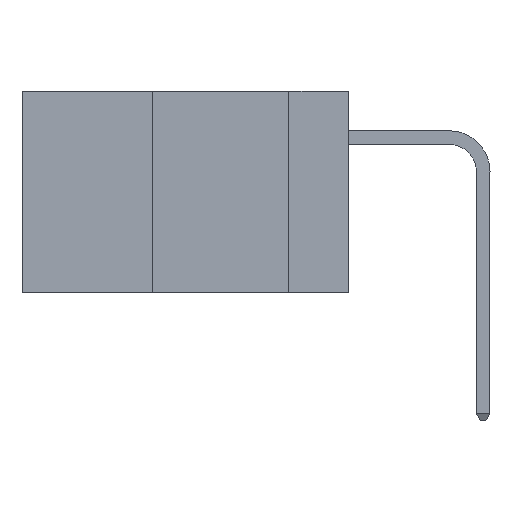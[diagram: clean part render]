
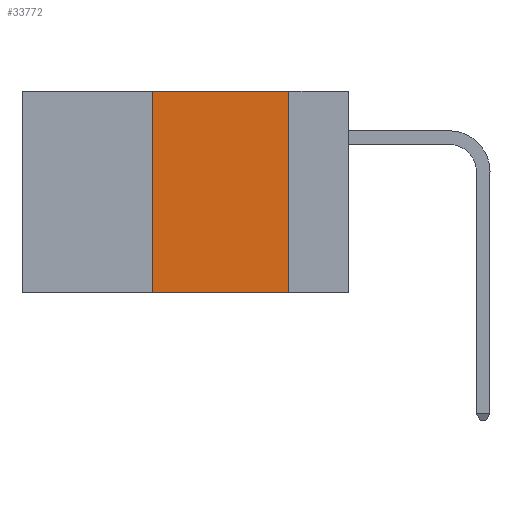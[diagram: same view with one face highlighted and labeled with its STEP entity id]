
A CAD part, left-side view. The second image highlights one B-rep face of the part: STEP entity #33772.
In plain terms, the highlighted planar face has unit normal (-1, 0, 0).
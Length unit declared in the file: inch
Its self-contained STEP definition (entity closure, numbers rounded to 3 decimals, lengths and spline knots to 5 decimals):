
#1706 = CARTESIAN_POINT ( 'NONE',  ( 0., 0.11, 0. ) ) ;
#3866 = VECTOR ( 'NONE', #36505, 39.37008 ) ;
#3979 = LINE ( 'NONE', #34683, #11417 ) ;
#5694 = CARTESIAN_POINT ( 'NONE',  ( 0., 0.36, 0. ) ) ;
#6330 = CARTESIAN_POINT ( 'NONE',  ( 0., 0.11, -0.37 ) ) ;
#6461 = VECTOR ( 'NONE', #25131, 39.37008 ) ;
#6764 = VERTEX_POINT ( 'NONE', #5694 ) ;
#6890 = VERTEX_POINT ( 'NONE', #6330 ) ;
#10902 = PLANE ( 'NONE',  #15528 ) ;
#11417 = VECTOR ( 'NONE', #29041, 39.37008 ) ;
#12331 = ORIENTED_EDGE ( 'NONE', *, *, #18318, .T. ) ;
#13283 = DIRECTION ( 'NONE',  ( 0., -1., 0. ) ) ;
#13832 = DIRECTION ( 'NONE',  ( 1., 0., 0. ) ) ;
#14042 = ORIENTED_EDGE ( 'NONE', *, *, #33720, .F. ) ;
#15528 = AXIS2_PLACEMENT_3D ( 'NONE', #33842, #13832, #33961 ) ;
#18318 = EDGE_CURVE ( 'NONE', #31165, #6890, #19708, .T. ) ;
#18800 = CARTESIAN_POINT ( 'NONE',  ( 0., 0.36, -0.37 ) ) ;
#18820 = ORIENTED_EDGE ( 'NONE', *, *, #29532, .F. ) ;
#19685 = CARTESIAN_POINT ( 'NONE',  ( 0., 0.11, 0. ) ) ;
#19708 = LINE ( 'NONE', #30744, #28340 ) ;
#20350 = LINE ( 'NONE', #22148, #3866 ) ;
#22148 = CARTESIAN_POINT ( 'NONE',  ( 0., 0.36, 0. ) ) ;
#23481 = VERTEX_POINT ( 'NONE', #19685 ) ;
#25131 = DIRECTION ( 'NONE',  ( 0., 0., -1. ) ) ;
#26091 = EDGE_CURVE ( 'NONE', #31165, #6764, #20350, .T. ) ;
#27012 = FACE_OUTER_BOUND ( 'NONE', #32437, .T. ) ;
#28340 = VECTOR ( 'NONE', #13283, 39.37008 ) ;
#29041 = DIRECTION ( 'NONE',  ( 0., -1., 0. ) ) ;
#29152 = ORIENTED_EDGE ( 'NONE', *, *, #26091, .F. ) ;
#29532 = EDGE_CURVE ( 'NONE', #6764, #23481, #3979, .T. ) ;
#30593 = LINE ( 'NONE', #1706, #6461 ) ;
#30744 = CARTESIAN_POINT ( 'NONE',  ( 0., 0.6, -0.37 ) ) ;
#31165 = VERTEX_POINT ( 'NONE', #18800 ) ;
#32437 = EDGE_LOOP ( 'NONE', ( #14042, #18820, #29152, #12331 ) ) ;
#33720 = EDGE_CURVE ( 'NONE', #23481, #6890, #30593, .T. ) ;
#33772 = ADVANCED_FACE ( 'NONE', ( #27012 ), #10902, .F. ) ;
#33842 = CARTESIAN_POINT ( 'NONE',  ( 0., 0.6, 0. ) ) ;
#33961 = DIRECTION ( 'NONE',  ( 0., 0., -1. ) ) ;
#34683 = CARTESIAN_POINT ( 'NONE',  ( 0., 0.6, 0. ) ) ;
#36505 = DIRECTION ( 'NONE',  ( 0., 0., 1. ) ) ;
